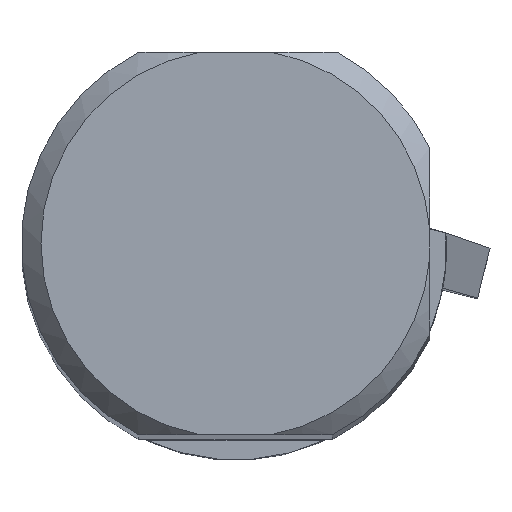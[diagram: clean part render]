
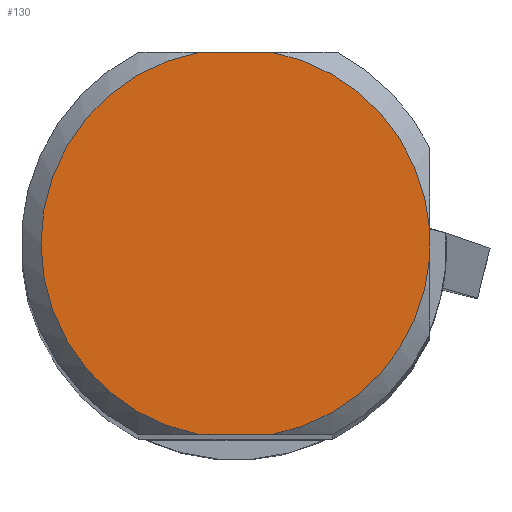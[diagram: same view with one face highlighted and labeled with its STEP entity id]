
A CAD part, top view. The second image highlights one B-rep face of the part: STEP entity #130.
In plain terms, the highlighted planar face has unit normal (0, 0, 1).
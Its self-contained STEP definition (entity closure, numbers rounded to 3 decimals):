
#93=PLANE('',#863);
#130=ADVANCED_FACE('',(#181),#93,.F.);
#181=FACE_OUTER_BOUND('',#222,.T.);
#222=EDGE_LOOP('',(#529,#530,#531,#532,#533,#534));
#286=LINE('',#1291,#353);
#287=LINE('',#1293,#354);
#288=LINE('',#1294,#355);
#353=VECTOR('',#1057,1.);
#354=VECTOR('',#1058,1.);
#355=VECTOR('',#1059,1.);
#529=ORIENTED_EDGE('',*,*,#731,.T.);
#530=ORIENTED_EDGE('',*,*,#729,.T.);
#531=ORIENTED_EDGE('',*,*,#732,.T.);
#532=ORIENTED_EDGE('',*,*,#725,.T.);
#533=ORIENTED_EDGE('',*,*,#733,.T.);
#534=ORIENTED_EDGE('',*,*,#734,.T.);
#629=VERTEX_POINT('',#1268);
#630=VERTEX_POINT('',#1270);
#633=VERTEX_POINT('',#1283);
#634=VERTEX_POINT('',#1285);
#635=VERTEX_POINT('',#1292);
#636=VERTEX_POINT('',#1295);
#725=EDGE_CURVE('',#630,#629,#767,.T.);
#729=EDGE_CURVE('',#634,#633,#769,.T.);
#731=EDGE_CURVE('',#635,#634,#286,.T.);
#732=EDGE_CURVE('',#633,#630,#287,.T.);
#733=EDGE_CURVE('',#629,#636,#288,.T.);
#734=EDGE_CURVE('',#636,#635,#770,.T.);
#767=CIRCLE('',#857,17.3);
#769=CIRCLE('',#860,17.3);
#770=CIRCLE('',#862,17.3);
#857=AXIS2_PLACEMENT_3D('',#1269,#1047,#1048);
#860=AXIS2_PLACEMENT_3D('',#1284,#1053,#1054);
#862=AXIS2_PLACEMENT_3D('',#1296,#1060,#1061);
#863=AXIS2_PLACEMENT_3D('',#1297,#1062,#1063);
#1047=DIRECTION('',(0.,0.,1.));
#1048=DIRECTION('',(0.,-1.,0.));
#1053=DIRECTION('',(0.,0.,1.));
#1054=DIRECTION('',(0.,-1.,0.));
#1057=DIRECTION('',(1.,0.,0.));
#1058=DIRECTION('',(0.,1.,0.));
#1059=DIRECTION('',(-1.,0.,0.));
#1060=DIRECTION('',(0.,0.,1.));
#1061=DIRECTION('',(0.,-1.,0.));
#1062=DIRECTION('',(0.,0.,-1.));
#1063=DIRECTION('',(0.,1.,0.));
#1268=CARTESIAN_POINT('',(3.208,17.,240.725));
#1269=CARTESIAN_POINT('',(0.,0.,240.725));
#1270=CARTESIAN_POINT('',(17.25,1.314,240.725));
#1283=CARTESIAN_POINT('',(17.25,-1.314,240.725));
#1284=CARTESIAN_POINT('',(0.,0.,240.725));
#1285=CARTESIAN_POINT('',(3.208,-17.,240.725));
#1291=CARTESIAN_POINT('',(-16.75,-17.,240.725));
#1292=CARTESIAN_POINT('',(-3.208,-17.,240.725));
#1293=CARTESIAN_POINT('',(17.25,-17.,240.725));
#1294=CARTESIAN_POINT('',(17.25,17.,240.725));
#1295=CARTESIAN_POINT('',(-3.208,17.,240.725));
#1296=CARTESIAN_POINT('',(0.,0.,240.725));
#1297=CARTESIAN_POINT('',(0.,0.,240.725));
